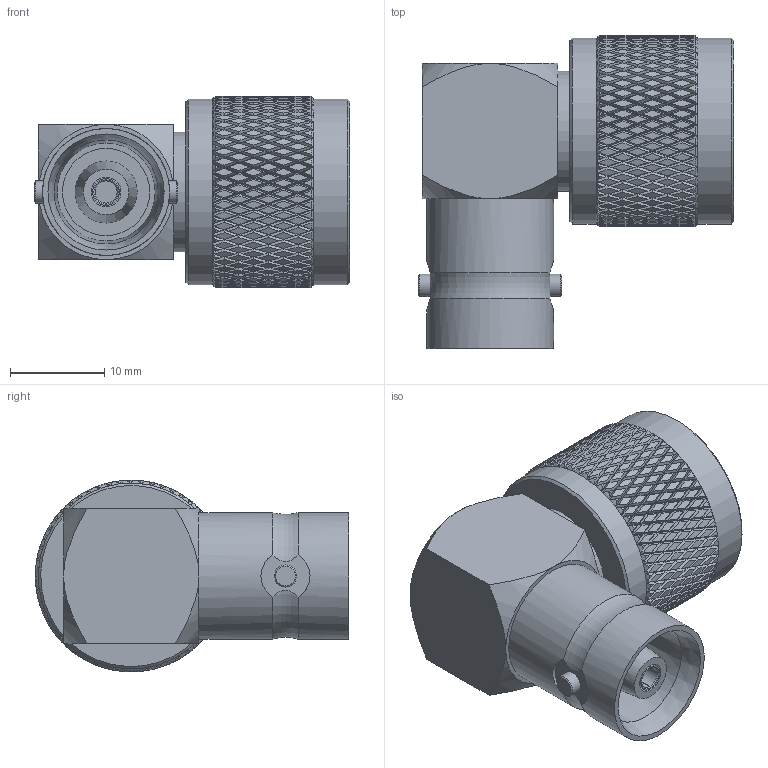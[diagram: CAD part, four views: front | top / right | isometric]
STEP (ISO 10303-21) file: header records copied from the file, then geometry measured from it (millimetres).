
FILE_DESCRIPTION (( 'STEP AP203' ), '1' );
FILE_NAME ('PE9293_3D.step', '2022-02-22T19:18:12', ( '' ), ( '' ), 'SwSTEP 2.0', 'SolidWorks 2021', '' );
FILE_SCHEMA (( 'CONFIG_CONTROL_DESIGN' ));
Length unit declared in the file: inch
Products named in the file (1): PE9293_3D
Bounding box: 33.46 x 33.21 x 20.32 mm (x, y, z)
Volume: 8395.4 mm3; surface area: 5409.4 mm2
Topology: 1 solids, 1 shells, 2313 faces, 4949 edges, 2652 vertices
Faces by surface type: bspline 1764, cylinder 465, plane 54, cone 28, torus 2
Full cylindrical faces by diameter (mm): 1.524 x1, 2.337 x1, 2.362 x2, 2.794 x1, 2.845 x1, 3.15 x1, 6.985 x1, 8.255 x1, 9.25 x1, 12.7 x1, 13.462 x2, 15.875 x5, 19.715 x2
Entity records: 84552 total; most frequent: CARTESIAN_POINT 54516, ORIENTED_EDGE 9794, EDGE_CURVE 4897, VERTEX_POINT 2633, EDGE_LOOP 2350, FACE_OUTER_BOUND 2325, ADVANCED_FACE 2308, B_SPLINE_CURVE_WITH_KNOTS 2198
